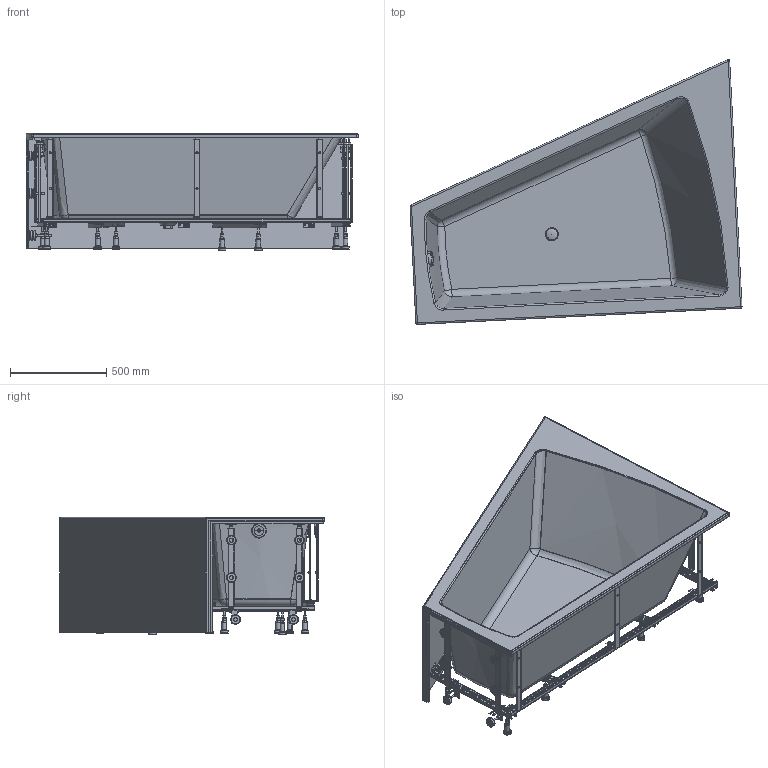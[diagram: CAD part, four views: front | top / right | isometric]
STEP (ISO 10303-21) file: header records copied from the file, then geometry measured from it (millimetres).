
FILE_DESCRIPTION((''),'2;1');
FILE_NAME('700266.stp','2011-05-29T22:18:11',('Administrator'),(''),'Autodesk Inventor 2011','Autodesk Inventor 2011','');
FILE_SCHEMA(('AUTOMOTIVE_DESIGN { 1 0 10303 214 1 1 1 1 }'));
Length unit declared in the file: millimetre
Products named in the file (19): 700266; Alu-Schiene; 550; Einbauwanne neu 05.05; Stellfuss 130; Connecting bar small; 405 mit Magnet; Strebe 405 ohne Magnete; 1220; 310; 930; 430; Product7; Magnet mir Kugelkopf; Winkel 70x70x32; Badewanne 1700x1300; Drehgriff-eoos; Kelch; Stopfen
Assembly tree (34 placements, depth 3):
  700266
    Alu-Schiene
    550
    Einbauwanne neu 05.05
    Stellfuss 130  x8
    Connecting bar small  x3
    405 mit Magnet  x2
    Strebe 405 ohne Magnete  x3
    1220
    310  x2
    930
    430  x3
    Product7  x2
      Magnet mir Kugelkopf
      Winkel 70x70x32
    Badewanne 1700x1300
    Drehgriff-eoos
    Kelch
    Stopfen
Bounding box: 1728.2 x 1378.77 x 613 mm (x, y, z)
Volume: 23603609.9 mm3; surface area: 10336984.1 mm2
Topology: 53 solids, 61 shells, 2134 faces, 5277 edges, 3417 vertices
Faces by surface type: plane 1344, cylinder 644, bspline 89, cone 29, sphere 16, torus 12
Full cylindrical faces by diameter (mm): 6 x22, 6.647 x2, 8 x67, 8.3 x8, 8.5 x8, 9.2 x1, 10 x4, 10.5 x2, 11 x24, 12 x13, 13 x9, 14.5 x2, 16 x15, 19 x8, 20 x10, 21 x2, 22 x4, 25 x8, 30 x8, 35 x8, 36 x8, 40 x8, 42 x1, 44 x7, 45 x6, 49 x2, 50 x5, 52 x1, 60 x1
Entity records: 43651 total; most frequent: CARTESIAN_POINT 12447, DIRECTION 6374, ORIENTED_EDGE 6154, EDGE_CURVE 3077, AXIS2_PLACEMENT_3D 2171, VERTEX_POINT 2053, VECTOR 2032, LINE 2032
